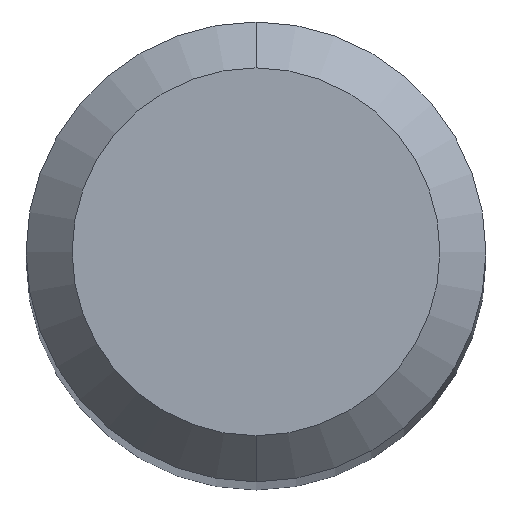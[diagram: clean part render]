
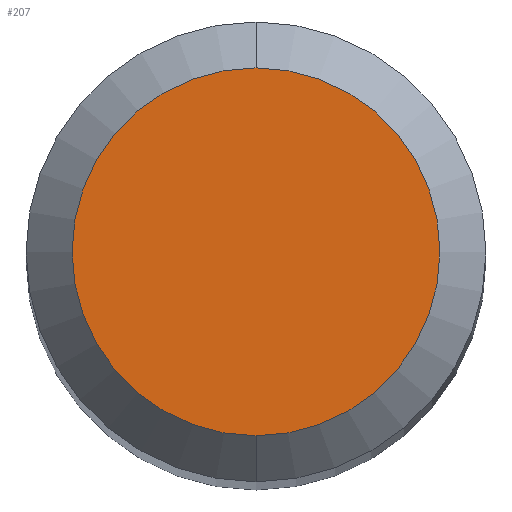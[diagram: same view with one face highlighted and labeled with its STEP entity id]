
A CAD part, top view. The second image highlights one B-rep face of the part: STEP entity #207.
In plain terms, the highlighted planar face has unit normal (0, 0, 1).
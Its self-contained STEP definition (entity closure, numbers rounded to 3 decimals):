
#173=VERTEX_POINT('',#464);
#207=ADVANCED_FACE('',(#501),#502,.T.);
#329=EDGE_CURVE('',#415,#173,#638,.T.);
#397=EDGE_CURVE('',#173,#415,#713,.T.);
#415=VERTEX_POINT('',#733);
#464=CARTESIAN_POINT('',(0.0,1.2,0.0));
#501=FACE_OUTER_BOUND('',#879,.T.);
#502=PLANE('',#880);
#638=CIRCLE('',#1139,1.2);
#713=CIRCLE('',#1280,1.2);
#733=CARTESIAN_POINT('',(0.,-1.2,0.0));
#879=EDGE_LOOP('',(#1415,#1416));
#880=AXIS2_PLACEMENT_3D('',#1417,#1418,#1419);
#1139=AXIS2_PLACEMENT_3D('',#1597,#1598,#1599);
#1280=AXIS2_PLACEMENT_3D('',#1678,#1679,#1680);
#1415=ORIENTED_EDGE('',*,*,#397,.F.);
#1416=ORIENTED_EDGE('',*,*,#329,.F.);
#1417=CARTESIAN_POINT('',(0.0,0.6,0.0));
#1418=DIRECTION('',(-0.0,0.0,1.0));
#1419=DIRECTION('',(0.0,-1.0,0.0));
#1597=CARTESIAN_POINT('',(0.0,0.0,0.0));
#1598=DIRECTION('',(0.0,0.0,-1.0));
#1599=DIRECTION('',(0.0,1.0,0.0));
#1678=CARTESIAN_POINT('',(0.0,0.0,0.0));
#1679=DIRECTION('',(0.0,0.0,-1.0));
#1680=DIRECTION('',(0.0,1.0,0.0));
